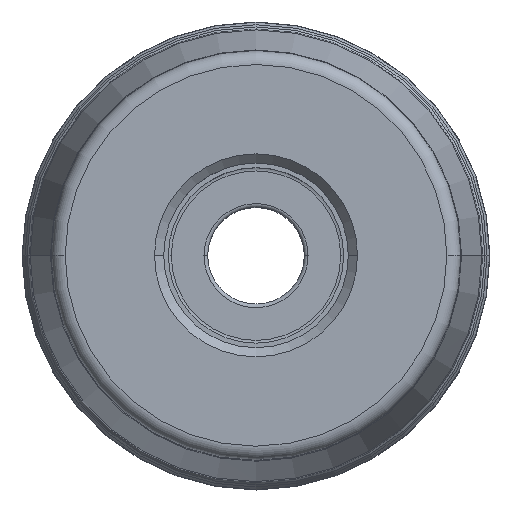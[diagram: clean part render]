
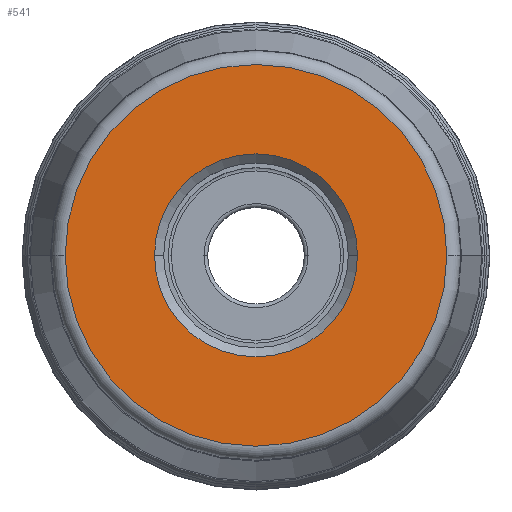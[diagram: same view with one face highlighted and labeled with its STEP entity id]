
A CAD part, top view. The second image highlights one B-rep face of the part: STEP entity #541.
In plain terms, the highlighted planar face has unit normal (0, 0, 1).
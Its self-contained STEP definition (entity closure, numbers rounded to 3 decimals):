
#541=ADVANCED_FACE('',(#588,#589),#576,.F.);
#576=PLANE('',#3162);
#588=FACE_BOUND('',#729,.T.);
#589=FACE_BOUND('',#730,.T.);
#729=EDGE_LOOP('',(#1324,#1325,#1326,#1327));
#730=EDGE_LOOP('',(#1328,#1329,#1330,#1331));
#1324=ORIENTED_EDGE('',*,*,#2000,.F.);
#1325=ORIENTED_EDGE('',*,*,#1998,.F.);
#1326=ORIENTED_EDGE('',*,*,#1997,.T.);
#1327=ORIENTED_EDGE('',*,*,#2001,.T.);
#1328=ORIENTED_EDGE('',*,*,#2002,.T.);
#1329=ORIENTED_EDGE('',*,*,#2003,.T.);
#1330=ORIENTED_EDGE('',*,*,#2004,.T.);
#1331=ORIENTED_EDGE('',*,*,#2005,.T.);
#1656=VERTEX_POINT('',#6066);
#1657=VERTEX_POINT('',#6068);
#1658=VERTEX_POINT('',#6070);
#1659=VERTEX_POINT('',#6074);
#1660=VERTEX_POINT('',#6078);
#1661=VERTEX_POINT('',#6079);
#1662=VERTEX_POINT('',#6081);
#1663=VERTEX_POINT('',#6083);
#1997=EDGE_CURVE('',#1657,#1656,#2442,.T.);
#1998=EDGE_CURVE('',#1657,#1658,#2443,.T.);
#2000=EDGE_CURVE('',#1658,#1659,#2445,.T.);
#2001=EDGE_CURVE('',#1656,#1659,#2446,.T.);
#2002=EDGE_CURVE('',#1660,#1661,#2447,.T.);
#2003=EDGE_CURVE('',#1661,#1662,#2448,.T.);
#2004=EDGE_CURVE('',#1662,#1663,#2449,.T.);
#2005=EDGE_CURVE('',#1663,#1660,#2450,.T.);
#2442=CIRCLE('',#3151,20.725);
#2443=CIRCLE('',#3152,20.725);
#2445=CIRCLE('',#3155,20.725);
#2446=CIRCLE('',#3156,20.725);
#2447=CIRCLE('',#3158,11.025);
#2448=CIRCLE('',#3159,11.025);
#2449=CIRCLE('',#3160,11.025);
#2450=CIRCLE('',#3161,11.025);
#3151=AXIS2_PLACEMENT_3D('',#6067,#3882,#3883);
#3152=AXIS2_PLACEMENT_3D('',#6069,#3884,#3885);
#3155=AXIS2_PLACEMENT_3D('',#6073,#3890,#3891);
#3156=AXIS2_PLACEMENT_3D('',#6075,#3892,#3893);
#3158=AXIS2_PLACEMENT_3D('',#6077,#3896,#3897);
#3159=AXIS2_PLACEMENT_3D('',#6080,#3898,#3899);
#3160=AXIS2_PLACEMENT_3D('',#6082,#3900,#3901);
#3161=AXIS2_PLACEMENT_3D('',#6084,#3902,#3903);
#3162=AXIS2_PLACEMENT_3D('',#6085,#3904,#3905);
#3882=DIRECTION('',(0.,0.,1.));
#3883=DIRECTION('',(1.,0.,0.));
#3884=DIRECTION('',(0.,0.,-1.));
#3885=DIRECTION('',(-1.,0.,0.));
#3890=DIRECTION('',(0.,0.,-1.));
#3891=DIRECTION('',(-1.,0.,0.));
#3892=DIRECTION('',(0.,0.,1.));
#3893=DIRECTION('',(1.,0.,0.));
#3896=DIRECTION('',(0.,0.,-1.));
#3897=DIRECTION('',(0.,-1.,0.));
#3898=DIRECTION('',(0.,0.,-1.));
#3899=DIRECTION('',(-1.,0.,0.));
#3900=DIRECTION('',(0.,0.,-1.));
#3901=DIRECTION('',(0.,1.,0.));
#3902=DIRECTION('',(0.,0.,-1.));
#3903=DIRECTION('',(1.,0.,0.));
#3904=DIRECTION('',(0.,0.,-1.));
#3905=DIRECTION('',(1.,0.,0.));
#6066=CARTESIAN_POINT('',(20.725,0.,0.));
#6067=CARTESIAN_POINT('',(0.,0.,0.));
#6068=CARTESIAN_POINT('',(20.725,-0.02,0.));
#6069=CARTESIAN_POINT('',(0.,0.,0.));
#6070=CARTESIAN_POINT('',(-20.725,0.,0.));
#6073=CARTESIAN_POINT('',(0.,0.,0.));
#6074=CARTESIAN_POINT('',(-20.725,0.02,0.));
#6075=CARTESIAN_POINT('',(0.,0.,0.));
#6077=CARTESIAN_POINT('',(0.,0.,0.));
#6078=CARTESIAN_POINT('',(0.,-11.025,0.));
#6079=CARTESIAN_POINT('',(-11.025,0.,0.));
#6080=CARTESIAN_POINT('',(0.,0.,0.));
#6081=CARTESIAN_POINT('',(0.,11.025,0.));
#6082=CARTESIAN_POINT('',(0.,0.,0.));
#6083=CARTESIAN_POINT('',(11.025,0.,0.));
#6084=CARTESIAN_POINT('',(0.,0.,0.));
#6085=CARTESIAN_POINT('',(0.,0.,0.));
